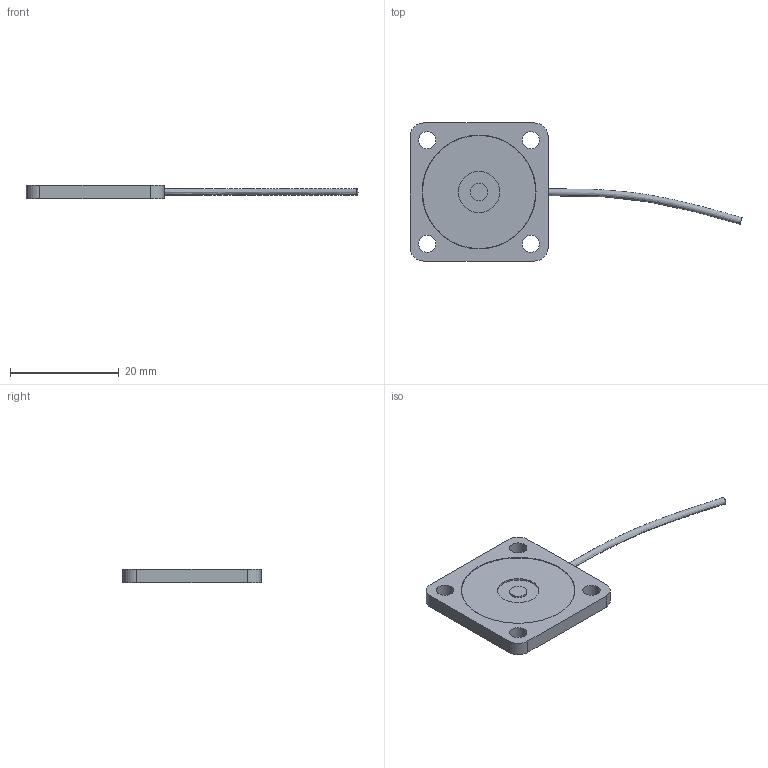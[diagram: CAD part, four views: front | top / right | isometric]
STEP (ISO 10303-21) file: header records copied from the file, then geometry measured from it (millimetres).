
FILE_DESCRIPTION((''),'2;1');
FILE_NAME('LLB390.stp','2010-11-11T16:04:06',('thomasl'),(''),'Autodesk Inventor 2008','Autodesk Inventor 2008','');
FILE_SCHEMA(('AUTOMOTIVE_DESIGN { 1 0 10303 214 1 1 1 1 }'));
Length unit declared in the file: inch
Products named in the file (4): LLB390; COVER; 59E7; 59E7A
Assembly tree (3 placements, depth 3):
  LLB390
    COVER
      59E7
      59E7A
Bounding box: 61.06 x 25.4 x 2.54 mm (x, y, z)
Volume: 1173.3 mm3; surface area: 2956.5 mm2
Topology: 2 solids, 2 shells, 34 faces, 70 edges, 47 vertices
Faces by surface type: plane 16, cylinder 16, bspline 1, cone 1
Full cylindrical faces by diameter (mm): 1.321 x1, 3.175 x5, 7.62 x1, 19.05 x1, 19.812 x1, 20.828 x1, 20.955 x2
Entity records: 1041 total; most frequent: CARTESIAN_POINT 225, DIRECTION 166, ORIENTED_EDGE 112, AXIS2_PLACEMENT_3D 74, EDGE_LOOP 61, EDGE_CURVE 56, VERTEX_POINT 45, CIRCLE 34
